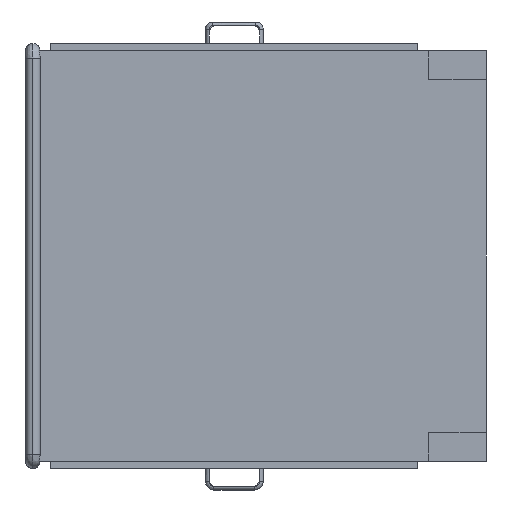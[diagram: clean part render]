
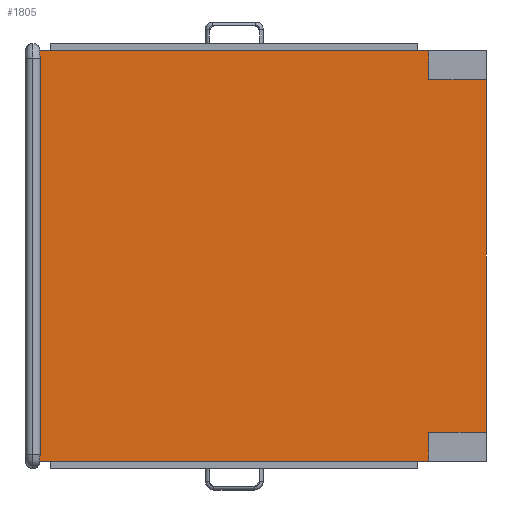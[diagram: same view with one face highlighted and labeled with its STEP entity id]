
A CAD part, left-side view. The second image highlights one B-rep face of the part: STEP entity #1805.
In plain terms, the highlighted free-form (B-spline) face has degree [1, 1] with [2, 2] control points.
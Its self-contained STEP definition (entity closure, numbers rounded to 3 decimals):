
#97 = EDGE_CURVE('',#98,#100,#102,.T.);
#98 = VERTEX_POINT('',#99);
#99 = CARTESIAN_POINT('',(-94.691,1084.149,
    -917.878));
#100 = VERTEX_POINT('',#101);
#101 = CARTESIAN_POINT('',(-94.691,1084.149,
    50.897));
#102 = B_SPLINE_CURVE_WITH_KNOTS('',1,(#103,#104),.UNSPECIFIED.,.F.,.F.,
  (2,2),(10.147,713.753),.PIECEWISE_BEZIER_KNOTS.);
#103 = CARTESIAN_POINT('',(-94.691,1084.149,
    -917.878));
#104 = CARTESIAN_POINT('',(-94.691,1084.149,
    50.897));
#1601 = EDGE_CURVE('',#1602,#1604,#1606,.T.);
#1602 = VERTEX_POINT('',#1603);
#1603 = CARTESIAN_POINT('',(-94.691,1085.597,
    64.868));
#1604 = VERTEX_POINT('',#1605);
#1605 = CARTESIAN_POINT('',(-94.691,140.102,
    64.868));
#1606 = B_SPLINE_CURVE_WITH_KNOTS('',1,(#1607,#1608),.UNSPECIFIED.,.F.,
  .F.,(2,2),(-1.051,685.646),.PIECEWISE_BEZIER_KNOTS.);
#1607 = CARTESIAN_POINT('',(-94.691,1085.597,
    64.868));
#1608 = CARTESIAN_POINT('',(-94.691,140.102,
    64.868));
#1718 = VERTEX_POINT('',#1719);
#1719 = CARTESIAN_POINT('',(-94.691,140.522,
    -931.85));
#1724 = EDGE_CURVE('',#1725,#1718,#1727,.T.);
#1725 = VERTEX_POINT('',#1726);
#1726 = CARTESIAN_POINT('',(-94.691,1085.597,
    -931.85));
#1727 = B_SPLINE_CURVE_WITH_KNOTS('',1,(#1728,#1729),.UNSPECIFIED.,.F.,
  .F.,(2,2),(-1.051,685.341),.PIECEWISE_BEZIER_KNOTS.);
#1728 = CARTESIAN_POINT('',(-94.691,1085.597,
    -931.85));
#1729 = CARTESIAN_POINT('',(-94.691,140.522,
    -931.85));
#1805 = ADVANCED_FACE('',(#1806),#1862,.F.);
#1806 = FACE_BOUND('',#1807,.T.);
#1807 = EDGE_LOOP('',(#1808,#1809,#1816,#1823,#1830,#1837,#1842,#1843,
    #1852,#1853));
#1808 = ORIENTED_EDGE('',*,*,#1724,.T.);
#1809 = ORIENTED_EDGE('',*,*,#1810,.F.);
#1810 = EDGE_CURVE('',#1811,#1718,#1813,.T.);
#1811 = VERTEX_POINT('',#1812);
#1812 = CARTESIAN_POINT('',(-94.691,140.522,
    -861.905));
#1813 = B_SPLINE_CURVE_WITH_KNOTS('',1,(#1814,#1815),.UNSPECIFIED.,.F.,
  .F.,(2,2),(-0.,50.8),.PIECEWISE_BEZIER_KNOTS.);
#1814 = CARTESIAN_POINT('',(-94.691,140.522,
    -861.905));
#1815 = CARTESIAN_POINT('',(-94.691,140.522,
    -931.85));
#1816 = ORIENTED_EDGE('',*,*,#1817,.F.);
#1817 = EDGE_CURVE('',#1818,#1811,#1820,.T.);
#1818 = VERTEX_POINT('',#1819);
#1819 = CARTESIAN_POINT('',(-94.691,0.,-861.905));
#1820 = B_SPLINE_CURVE_WITH_KNOTS('',1,(#1821,#1822),.UNSPECIFIED.,.F.,
  .F.,(2,2),(0.,102.059),.PIECEWISE_BEZIER_KNOTS.);
#1821 = CARTESIAN_POINT('',(-94.691,0.,-861.905));
#1822 = CARTESIAN_POINT('',(-94.691,140.522,
    -861.905));
#1823 = ORIENTED_EDGE('',*,*,#1824,.T.);
#1824 = EDGE_CURVE('',#1818,#1825,#1827,.T.);
#1825 = VERTEX_POINT('',#1826);
#1826 = CARTESIAN_POINT('',(-94.691,0.,-5.077));
#1827 = B_SPLINE_CURVE_WITH_KNOTS('',1,(#1828,#1829),.UNSPECIFIED.,.F.,
  .F.,(2,2),(50.8,673.1),.PIECEWISE_BEZIER_KNOTS.);
#1828 = CARTESIAN_POINT('',(-94.691,0.,-861.905));
#1829 = CARTESIAN_POINT('',(-94.691,0.,-5.077));
#1830 = ORIENTED_EDGE('',*,*,#1831,.F.);
#1831 = EDGE_CURVE('',#1832,#1825,#1834,.T.);
#1832 = VERTEX_POINT('',#1833);
#1833 = CARTESIAN_POINT('',(-94.691,140.102,
    -5.077));
#1834 = B_SPLINE_CURVE_WITH_KNOTS('',1,(#1835,#1836),.UNSPECIFIED.,.F.,
  .F.,(2,2),(-101.754,0.),.PIECEWISE_BEZIER_KNOTS.);
#1835 = CARTESIAN_POINT('',(-94.691,140.102,
    -5.077));
#1836 = CARTESIAN_POINT('',(-94.691,0.,-5.077));
#1837 = ORIENTED_EDGE('',*,*,#1838,.T.);
#1838 = EDGE_CURVE('',#1832,#1604,#1839,.T.);
#1839 = B_SPLINE_CURVE_WITH_KNOTS('',1,(#1840,#1841),.UNSPECIFIED.,.F.,
  .F.,(2,2),(0.,50.8),.PIECEWISE_BEZIER_KNOTS.);
#1840 = CARTESIAN_POINT('',(-94.691,140.102,
    -5.077));
#1841 = CARTESIAN_POINT('',(-94.691,140.102,
    64.868));
#1842 = ORIENTED_EDGE('',*,*,#1601,.F.);
#1843 = ORIENTED_EDGE('',*,*,#1844,.T.);
#1844 = EDGE_CURVE('',#1602,#100,#1845,.T.);
#1845 = B_SPLINE_CURVE_WITH_KNOTS('',3,(#1846,#1847,#1848,#1849,#1850,
    #1851),.UNSPECIFIED.,.F.,.F.,(4,2,4),(0.,0.005,
    0.01),.UNSPECIFIED.);
#1846 = CARTESIAN_POINT('',(-94.691,1085.597,
    64.868));
#1847 = CARTESIAN_POINT('',(-94.691,1084.893,
    62.602));
#1848 = CARTESIAN_POINT('',(-94.691,1084.533,
    60.289));
#1849 = CARTESIAN_POINT('',(-94.691,1084.162,
    55.614));
#1850 = CARTESIAN_POINT('',(-94.691,1084.149,
    53.252));
#1851 = CARTESIAN_POINT('',(-94.691,1084.149,
    50.897));
#1852 = ORIENTED_EDGE('',*,*,#97,.F.);
#1853 = ORIENTED_EDGE('',*,*,#1854,.T.);
#1854 = EDGE_CURVE('',#98,#1725,#1855,.T.);
#1855 = B_SPLINE_CURVE_WITH_KNOTS('',3,(#1856,#1857,#1858,#1859,#1860,
    #1861),.UNSPECIFIED.,.F.,.F.,(4,2,4),(0.,0.005,
    0.01),.UNSPECIFIED.);
#1856 = CARTESIAN_POINT('',(-94.691,1084.149,
    -917.878));
#1857 = CARTESIAN_POINT('',(-94.691,1084.149,
    -920.232));
#1858 = CARTESIAN_POINT('',(-94.691,1084.162,
    -922.584));
#1859 = CARTESIAN_POINT('',(-94.691,1084.531,
    -927.253));
#1860 = CARTESIAN_POINT('',(-94.691,1084.889,
    -929.57));
#1861 = CARTESIAN_POINT('',(-94.691,1085.597,
    -931.85));
#1862 = B_SPLINE_SURFACE_WITH_KNOTS('',1,1,(
    (#1863,#1864)
    ,(#1865,#1866
    )),.UNSPECIFIED.,.F.,.F.,.F.,(2,2),(2,2),(-723.9,0.),(-787.4,
    1.051),.PIECEWISE_BEZIER_KNOTS.);
#1863 = CARTESIAN_POINT('',(-94.691,0.,64.868));
#1864 = CARTESIAN_POINT('',(-94.691,1085.597,
    64.868));
#1865 = CARTESIAN_POINT('',(-94.691,0.,-931.85));
#1866 = CARTESIAN_POINT('',(-94.691,1085.597,
    -931.85));
